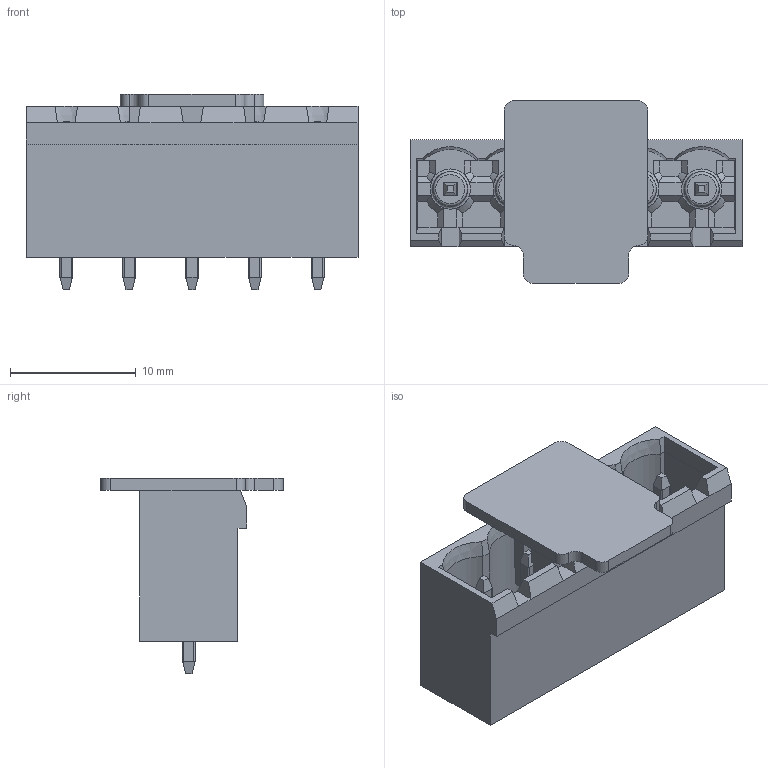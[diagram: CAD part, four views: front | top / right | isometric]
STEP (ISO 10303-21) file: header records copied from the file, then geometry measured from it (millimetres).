
FILE_DESCRIPTION(/* description */ ('Unknown'),/* implementation_level */ '2;1');
FILE_NAME(/* name */ '691701700105B',/* time_stamp */ '2024-01-10T09:40:30+01:00',/* author */ ('Unknown'),/* organization */ ('Unknown'),/* preprocessor_version */ 'ST-DEVELOPER v18.102',/* originating_system */ 'Solid Edge',/* authorisation */ 'Unknown');
FILE_SCHEMA (('AUTOMOTIVE_DESIGN {1 0 10303 214 3 1 1}'));
Length unit declared in the file: millimetre
Products named in the file (4): 6917017001xxB; 691701700105B; 6917015000xxB_Pin; 6917015000xxB_CAP
Assembly tree (7 placements, depth 2):
  6917017001xxB
    691701700105B
    6917015000xxB_Pin  x5
    6917015000xxB_CAP
Bounding box: 26.4 x 14.5 x 15.58 mm (x, y, z)
Volume: 1338.5 mm3; surface area: 3138.4 mm2
Topology: 7 solids, 7 shells, 442 faces, 1176 edges, 756 vertices
Faces by surface type: plane 344, cylinder 53, cone 30, torus 10, sphere 5
Entity records: 11237 total; most frequent: CARTESIAN_POINT 2090, ORIENTED_EDGE 1898, DIRECTION 1787, EDGE_CURVE 949, LINE 767, VECTOR 767, VERTEX_POINT 613, AXIS2_PLACEMENT_3D 510
